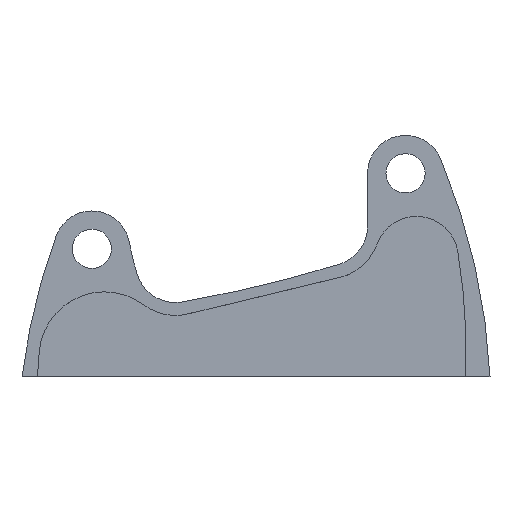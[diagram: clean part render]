
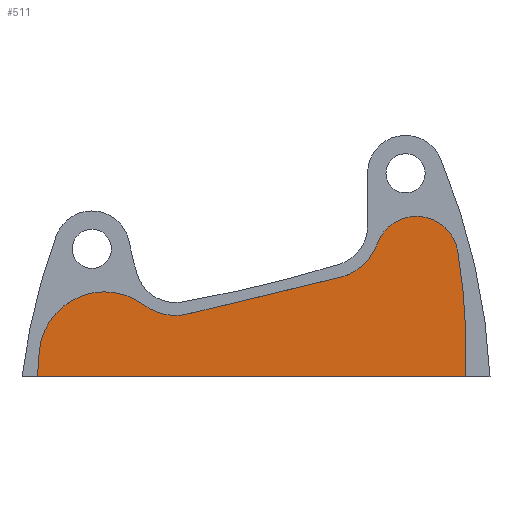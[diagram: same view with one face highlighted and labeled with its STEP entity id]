
A CAD part, top view. The second image highlights one B-rep face of the part: STEP entity #511.
In plain terms, the highlighted planar face has unit normal (0, 0, 1).
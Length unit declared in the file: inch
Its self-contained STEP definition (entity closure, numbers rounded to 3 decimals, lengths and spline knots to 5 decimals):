
#21 = AXIS2_PLACEMENT_3D ( 'NONE', #538, #671, #670 ) ;
#43 = AXIS2_PLACEMENT_3D ( 'NONE', #601, #602, #603 ) ;
#45 = AXIS2_PLACEMENT_3D ( 'NONE', #628, #627, #626 ) ;
#49 = AXIS2_PLACEMENT_3D ( 'NONE', #619, #534, #567 ) ;
#59 = AXIS2_PLACEMENT_3D ( 'NONE', #575, #611, #630 ) ;
#61 = AXIS2_PLACEMENT_3D ( 'NONE', #683, #682, #681 ) ;
#64 = AXIS2_PLACEMENT_3D ( 'NONE', #605, #615, #609 ) ;
#133 = CIRCLE ( 'NONE', #59, 3.92 ) ;
#139 = LINE ( 'NONE', #599, #169 ) ;
#146 = LINE ( 'NONE', #714, #167 ) ;
#167 = VECTOR ( 'NONE', #677, 39.37008 ) ;
#168 = CIRCLE ( 'NONE', #43, 0.33 ) ;
#169 = VECTOR ( 'NONE', #600, 39.37008 ) ;
#172 = CIRCLE ( 'NONE', #64, 0.40785 ) ;
#186 = FACE_OUTER_BOUND ( 'NONE', #335, .T. ) ;
#199 = CIRCLE ( 'NONE', #45, 0.33 ) ;
#207 = CIRCLE ( 'NONE', #21, 3.92 ) ;
#253 = EDGE_CURVE ( 'NONE', #412, #478, #371, .T. ) ;
#256 = EDGE_CURVE ( 'NONE', #331, #410, #146, .T. ) ;
#287 = EDGE_CURVE ( 'NONE', #410, #412, #207, .T. ) ;
#289 = EDGE_CURVE ( 'NONE', #373, #331, #133, .T. ) ;
#292 = EDGE_CURVE ( 'NONE', #479, #345, #168, .T. ) ;
#293 = EDGE_CURVE ( 'NONE', #345, #373, #172, .T. ) ;
#294 = EDGE_CURVE ( 'NONE', #379, #479, #139, .T. ) ;
#297 = EDGE_CURVE ( 'NONE', #478, #379, #199, .T. ) ;
#320 = ORIENTED_EDGE ( 'NONE', *, *, #292, .T. ) ;
#331 = VERTEX_POINT ( 'NONE', #578 ) ;
#335 = EDGE_LOOP ( 'NONE', ( #464, #458, #418, #415, #433, #358, #455, #320 ) ) ;
#345 = VERTEX_POINT ( 'NONE', #760 ) ;
#358 = ORIENTED_EDGE ( 'NONE', *, *, #297, .T. ) ;
#371 = CIRCLE ( 'NONE', #61, 0.26002 ) ;
#373 = VERTEX_POINT ( 'NONE', #754 ) ;
#379 = VERTEX_POINT ( 'NONE', #750 ) ;
#410 = VERTEX_POINT ( 'NONE', #744 ) ;
#412 = VERTEX_POINT ( 'NONE', #746 ) ;
#415 = ORIENTED_EDGE ( 'NONE', *, *, #287, .T. ) ;
#418 = ORIENTED_EDGE ( 'NONE', *, *, #256, .T. ) ;
#433 = ORIENTED_EDGE ( 'NONE', *, *, #253, .T. ) ;
#455 = ORIENTED_EDGE ( 'NONE', *, *, #294, .T. ) ;
#458 = ORIENTED_EDGE ( 'NONE', *, *, #289, .T. ) ;
#464 = ORIENTED_EDGE ( 'NONE', *, *, #293, .T. ) ;
#478 = VERTEX_POINT ( 'NONE', #733 ) ;
#479 = VERTEX_POINT ( 'NONE', #727 ) ;
#511 = ADVANCED_FACE ( 'NONE', ( #186 ), #593, .T. ) ;
#534 = DIRECTION ( 'NONE',  ( 0., 0., 1. ) ) ;
#538 = CARTESIAN_POINT ( 'NONE',  ( -1.58974, -0.65564, 0.125 ) ) ;
#567 = DIRECTION ( 'NONE',  ( 1., 0., 0. ) ) ;
#575 = CARTESIAN_POINT ( 'NONE',  ( 3.57886, -0.95917, 0.125 ) ) ;
#578 = CARTESIAN_POINT ( 'NONE',  ( -0.33769, -0.79468, 0.125 ) ) ;
#593 = PLANE ( 'NONE',  #49 ) ;
#599 = CARTESIAN_POINT ( 'NONE',  ( 1.54346, -0.17764, 0.125 ) ) ;
#600 = DIRECTION ( 'NONE',  ( -0.972, -0.234, 0. ) ) ;
#601 = CARTESIAN_POINT ( 'NONE',  ( 0.52024, -0.08455, 0.125 ) ) ;
#602 = DIRECTION ( 'NONE',  ( 0., 0., -1. ) ) ;
#603 = DIRECTION ( 'NONE',  ( 1., 0., 0. ) ) ;
#605 = CARTESIAN_POINT ( 'NONE',  ( 0.0782, -0.67534, 0.125 ) ) ;
#609 = DIRECTION ( 'NONE',  ( 1., 0., 0. ) ) ;
#611 = DIRECTION ( 'NONE',  ( 0., 0., 1. ) ) ;
#615 = DIRECTION ( 'NONE',  ( 0., 0., 1. ) ) ;
#619 = CARTESIAN_POINT ( 'NONE',  ( 0.0782, -0.67534, 0.125 ) ) ;
#626 = DIRECTION ( 'NONE',  ( 1., 0., 0. ) ) ;
#627 = DIRECTION ( 'NONE',  ( 0., 0., -1. ) ) ;
#628 = CARTESIAN_POINT ( 'NONE',  ( 1.46622, 0.14319, 0.125 ) ) ;
#630 = DIRECTION ( 'NONE',  ( 1., 0., 0. ) ) ;
#670 = DIRECTION ( 'NONE',  ( 1., 0., 0. ) ) ;
#671 = DIRECTION ( 'NONE',  ( 0., 0., 1. ) ) ;
#677 = DIRECTION ( 'NONE',  ( 1., 0., 0. ) ) ;
#681 = DIRECTION ( 'NONE',  ( 1., 0., 0. ) ) ;
#682 = DIRECTION ( 'NONE',  ( 0., 0., 1. ) ) ;
#683 = CARTESIAN_POINT ( 'NONE',  ( 2.02104, -0.05755, 0.125 ) ) ;
#714 = CARTESIAN_POINT ( 'NONE',  ( 2.32779, -0.79468, 0.125 ) ) ;
#727 = CARTESIAN_POINT ( 'NONE',  ( 0.59748, -0.40539, 0.125 ) ) ;
#733 = CARTESIAN_POINT ( 'NONE',  ( 1.77653, 0.03092, 0.125 ) ) ;
#744 = CARTESIAN_POINT ( 'NONE',  ( 2.32779, -0.79468, 0.125 ) ) ;
#746 = CARTESIAN_POINT ( 'NONE',  ( 2.27756, -0.01506, 0.125 ) ) ;
#750 = CARTESIAN_POINT ( 'NONE',  ( 1.54346, -0.17764, 0.125 ) ) ;
#754 = CARTESIAN_POINT ( 'NONE',  ( -0.32832, -0.64238, 0.125 ) ) ;
#760 = CARTESIAN_POINT ( 'NONE',  ( 0.32254, -0.34878, 0.125 ) ) ;
